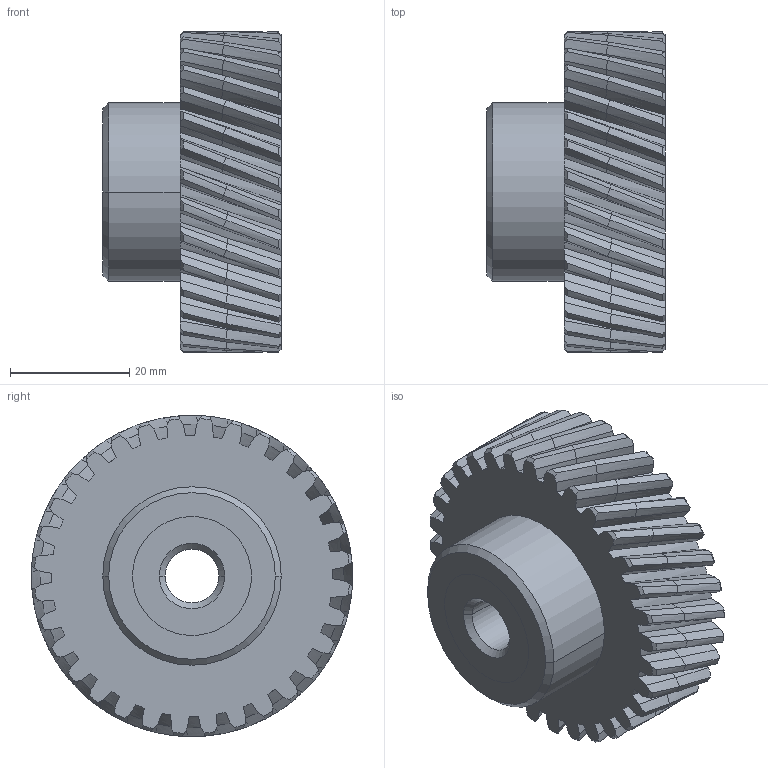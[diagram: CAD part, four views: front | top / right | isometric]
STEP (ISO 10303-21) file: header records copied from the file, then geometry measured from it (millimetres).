
FILE_DESCRIPTION((''),'2;1');
FILE_NAME('S15-32LQ','2016-04-09T',('Administrator'),(''),'PRO/ENGINEER BY PARAMETRIC TECHNOLOGY CORPORATION, 2010480','PRO/ENGINEER BY PARAMETRIC TECHNOLOGY CORPORATION, 2010480','');
FILE_SCHEMA(('CONFIG_CONTROL_DESIGN'));
Length unit declared in the file: millimetre
Products named in the file (1): S15-32LQ
Bounding box: 30 x 53.96 x 53.96 mm (x, y, z)
Volume: 41609.1 mm3; surface area: 11585.5 mm2
Topology: 1 solids, 1 shells, 462 faces, 1242 edges, 784 vertices
Faces by surface type: bspline 320, cone 70, cylinder 36, plane 36
Entity records: 24168 total; most frequent: CARTESIAN_POINT 15290, ORIENTED_EDGE 2484, EDGE_CURVE 1242, B_SPLINE_CURVE_WITH_KNOTS 930, VERTEX_POINT 784, DIRECTION 770, EDGE_LOOP 466, FACE_OUTER_BOUND 462
